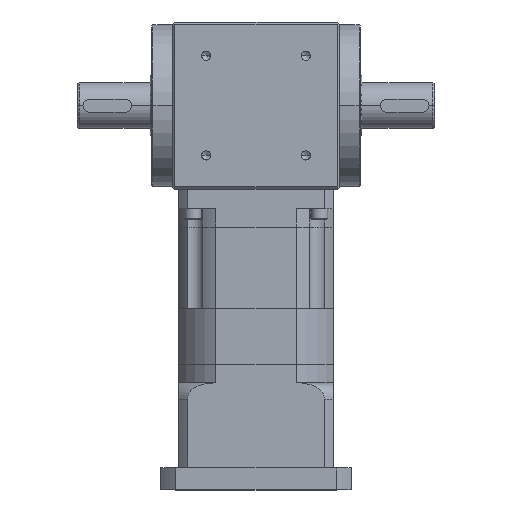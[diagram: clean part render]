
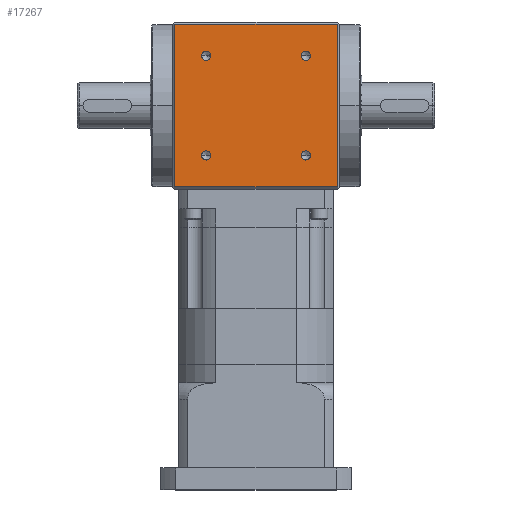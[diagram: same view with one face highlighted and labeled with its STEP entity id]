
A CAD part, top view. The second image highlights one B-rep face of the part: STEP entity #17267.
In plain terms, the highlighted planar face has unit normal (0, 0, 1).
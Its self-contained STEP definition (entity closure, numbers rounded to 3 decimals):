
#284 = EDGE_CURVE ( 'NONE', #14032, #25988, #28653, .T. ) ;
#416 = VERTEX_POINT ( 'NONE', #12672 ) ;
#432 = CIRCLE ( 'NONE', #15865, 4.25 ) ;
#1043 = CARTESIAN_POINT ( 'NONE',  ( -45.962, 240.288, 77. ) ) ;
#1204 = FACE_BOUND ( 'NONE', #16459, .T. ) ;
#1867 = DIRECTION ( 'NONE',  ( 0., -1., 0. ) ) ;
#1897 = DIRECTION ( 'NONE',  ( 0., 0., 1. ) ) ;
#1957 = CARTESIAN_POINT ( 'NONE',  ( -45.962, 327.962, 77. ) ) ;
#1961 = DIRECTION ( 'NONE',  ( -1., 0., 0. ) ) ;
#1964 = CARTESIAN_POINT ( 'NONE',  ( -95., 207., 77. ) ) ;
#2959 = CIRCLE ( 'NONE', #14007, 4.25 ) ;
#3336 = ORIENTED_EDGE ( 'NONE', *, *, #284, .F. ) ;
#3525 = AXIS2_PLACEMENT_3D ( 'NONE', #23478, #10222, #25664 ) ;
#3746 = DIRECTION ( 'NONE',  ( 0., 0., 1. ) ) ;
#5019 = CIRCLE ( 'NONE', #27140, 4.25 ) ;
#5638 = EDGE_CURVE ( 'NONE', #16061, #416, #27569, .T. ) ;
#6071 = EDGE_CURVE ( 'NONE', #18929, #20555, #26243, .T. ) ;
#6230 = AXIS2_PLACEMENT_3D ( 'NONE', #12233, #27611, #14502 ) ;
#6713 = EDGE_CURVE ( 'NONE', #21136, #26711, #8548, .T. ) ;
#7192 = FACE_BOUND ( 'NONE', #17485, .T. ) ;
#7252 = EDGE_CURVE ( 'NONE', #10845, #13129, #5019, .T. ) ;
#7518 = CARTESIAN_POINT ( 'NONE',  ( 45.962, 240.288, 77. ) ) ;
#8428 = VECTOR ( 'NONE', #24218, 1000. ) ;
#8503 = CARTESIAN_POINT ( 'NONE',  ( 45.962, 236.038, 77. ) ) ;
#8548 = CIRCLE ( 'NONE', #22424, 4.25 ) ;
#9241 = ORIENTED_EDGE ( 'NONE', *, *, #6713, .F. ) ;
#9387 = AXIS2_PLACEMENT_3D ( 'NONE', #1957, #1897, #1867 ) ;
#9534 = AXIS2_PLACEMENT_3D ( 'NONE', #17142, #3746, #19378 ) ;
#10121 = PLANE ( 'NONE',  #3525 ) ;
#10143 = EDGE_CURVE ( 'NONE', #22419, #14032, #10235, .T. ) ;
#10222 = DIRECTION ( 'NONE',  ( 0., 0., -1. ) ) ;
#10235 = LINE ( 'NONE', #18242, #27100 ) ;
#10242 = DIRECTION ( 'NONE',  ( 0., 0., 1. ) ) ;
#10441 = DIRECTION ( 'NONE',  ( 0., 1., 0. ) ) ;
#10775 = DIRECTION ( 'NONE',  ( 0., -1., 0. ) ) ;
#10776 = DIRECTION ( 'NONE',  ( 0., 0., 1. ) ) ;
#10845 = VERTEX_POINT ( 'NONE', #1043 ) ;
#11089 = EDGE_CURVE ( 'NONE', #11749, #22419, #25392, .T. ) ;
#11352 = EDGE_LOOP ( 'NONE', ( #21212, #26027, #25065, #3336 ) ) ;
#11749 = VERTEX_POINT ( 'NONE', #13749 ) ;
#11867 = VECTOR ( 'NONE', #10441, 1000. ) ;
#11915 = ORIENTED_EDGE ( 'NONE', *, *, #7252, .F. ) ;
#12009 = EDGE_CURVE ( 'NONE', #25988, #11749, #23642, .T. ) ;
#12198 = ORIENTED_EDGE ( 'NONE', *, *, #16069, .F. ) ;
#12233 = CARTESIAN_POINT ( 'NONE',  ( 45.962, 327.962, 77. ) ) ;
#12487 = EDGE_LOOP ( 'NONE', ( #13882, #17071 ) ) ;
#12672 = CARTESIAN_POINT ( 'NONE',  ( -45.962, 323.712, 77. ) ) ;
#12822 = DIRECTION ( 'NONE',  ( 0., 0., 1. ) ) ;
#12869 = EDGE_LOOP ( 'NONE', ( #25292, #9241 ) ) ;
#13092 = CARTESIAN_POINT ( 'NONE',  ( 45.962, 231.788, 77. ) ) ;
#13129 = VERTEX_POINT ( 'NONE', #16888 ) ;
#13146 = CARTESIAN_POINT ( 'NONE',  ( -45.962, 236.038, 77. ) ) ;
#13419 = AXIS2_PLACEMENT_3D ( 'NONE', #23509, #10242, #25683 ) ;
#13740 = CARTESIAN_POINT ( 'NONE',  ( -74.872, 207., 77. ) ) ;
#13749 = CARTESIAN_POINT ( 'NONE',  ( -74.872, 357., 77. ) ) ;
#13882 = ORIENTED_EDGE ( 'NONE', *, *, #17400, .F. ) ;
#14007 = AXIS2_PLACEMENT_3D ( 'NONE', #26036, #12822, #28182 ) ;
#14032 = VERTEX_POINT ( 'NONE', #20189 ) ;
#14502 = DIRECTION ( 'NONE',  ( 0., -1., 0. ) ) ;
#14885 = CIRCLE ( 'NONE', #9534, 4.25 ) ;
#15407 = DIRECTION ( 'NONE',  ( 0., -1., 0. ) ) ;
#15865 = AXIS2_PLACEMENT_3D ( 'NONE', #24027, #10776, #26188 ) ;
#16061 = VERTEX_POINT ( 'NONE', #19108 ) ;
#16069 = EDGE_CURVE ( 'NONE', #13129, #10845, #25864, .T. ) ;
#16241 = EDGE_CURVE ( 'NONE', #26711, #21136, #432, .T. ) ;
#16456 = CARTESIAN_POINT ( 'NONE',  ( 45.962, 332.212, 77. ) ) ;
#16459 = EDGE_LOOP ( 'NONE', ( #12198, #11915 ) ) ;
#16888 = CARTESIAN_POINT ( 'NONE',  ( -45.962, 231.788, 77. ) ) ;
#17071 = ORIENTED_EDGE ( 'NONE', *, *, #5638, .F. ) ;
#17142 = CARTESIAN_POINT ( 'NONE',  ( 45.962, 327.962, 77. ) ) ;
#17267 = ADVANCED_FACE ( 'NONE', ( #24199, #7192, #24867, #1204, #18366 ), #10121, .F. ) ;
#17347 = EDGE_CURVE ( 'NONE', #20555, #18929, #14885, .T. ) ;
#17400 = EDGE_CURVE ( 'NONE', #416, #16061, #2959, .T. ) ;
#17485 = EDGE_LOOP ( 'NONE', ( #20745, #27780 ) ) ;
#18142 = DIRECTION ( 'NONE',  ( 0., -1., 0. ) ) ;
#18242 = CARTESIAN_POINT ( 'NONE',  ( 74.872, 0., 77. ) ) ;
#18366 = FACE_OUTER_BOUND ( 'NONE', #11352, .T. ) ;
#18929 = VERTEX_POINT ( 'NONE', #16456 ) ;
#19108 = CARTESIAN_POINT ( 'NONE',  ( -45.962, 332.212, 77. ) ) ;
#19378 = DIRECTION ( 'NONE',  ( 0., -1., 0. ) ) ;
#20189 = CARTESIAN_POINT ( 'NONE',  ( 74.872, 207., 77. ) ) ;
#20555 = VERTEX_POINT ( 'NONE', #27424 ) ;
#20745 = ORIENTED_EDGE ( 'NONE', *, *, #17347, .F. ) ;
#21136 = VERTEX_POINT ( 'NONE', #7518 ) ;
#21212 = ORIENTED_EDGE ( 'NONE', *, *, #10143, .F. ) ;
#21755 = CARTESIAN_POINT ( 'NONE',  ( 74.872, 357., 77. ) ) ;
#22419 = VERTEX_POINT ( 'NONE', #21755 ) ;
#22424 = AXIS2_PLACEMENT_3D ( 'NONE', #8503, #24026, #10775 ) ;
#23478 = CARTESIAN_POINT ( 'NONE',  ( -95., 359., 77. ) ) ;
#23509 = CARTESIAN_POINT ( 'NONE',  ( -45.962, 236.038, 77. ) ) ;
#23642 = LINE ( 'NONE', #23698, #11867 ) ;
#23698 = CARTESIAN_POINT ( 'NONE',  ( -74.872, 0., 77. ) ) ;
#24026 = DIRECTION ( 'NONE',  ( 0., 0., 1. ) ) ;
#24027 = CARTESIAN_POINT ( 'NONE',  ( 45.962, 236.038, 77. ) ) ;
#24199 = FACE_BOUND ( 'NONE', #12487, .T. ) ;
#24218 = DIRECTION ( 'NONE',  ( 1., 0., 0. ) ) ;
#24867 = FACE_BOUND ( 'NONE', #12869, .T. ) ;
#25065 = ORIENTED_EDGE ( 'NONE', *, *, #12009, .F. ) ;
#25292 = ORIENTED_EDGE ( 'NONE', *, *, #16241, .F. ) ;
#25392 = LINE ( 'NONE', #28644, #8428 ) ;
#25664 = DIRECTION ( 'NONE',  ( 0., 1., 0. ) ) ;
#25683 = DIRECTION ( 'NONE',  ( 0., -1., 0. ) ) ;
#25864 = CIRCLE ( 'NONE', #13419, 4.25 ) ;
#25988 = VERTEX_POINT ( 'NONE', #13740 ) ;
#26027 = ORIENTED_EDGE ( 'NONE', *, *, #11089, .F. ) ;
#26036 = CARTESIAN_POINT ( 'NONE',  ( -45.962, 327.962, 77. ) ) ;
#26188 = DIRECTION ( 'NONE',  ( 0., -1., 0. ) ) ;
#26243 = CIRCLE ( 'NONE', #6230, 4.25 ) ;
#26711 = VERTEX_POINT ( 'NONE', #13092 ) ;
#27100 = VECTOR ( 'NONE', #18142, 1000. ) ;
#27140 = AXIS2_PLACEMENT_3D ( 'NONE', #13146, #28498, #15407 ) ;
#27283 = VECTOR ( 'NONE', #1961, 1000. ) ;
#27424 = CARTESIAN_POINT ( 'NONE',  ( 45.962, 323.712, 77. ) ) ;
#27569 = CIRCLE ( 'NONE', #9387, 4.25 ) ;
#27611 = DIRECTION ( 'NONE',  ( 0., 0., 1. ) ) ;
#27780 = ORIENTED_EDGE ( 'NONE', *, *, #6071, .F. ) ;
#28182 = DIRECTION ( 'NONE',  ( 0., -1., 0. ) ) ;
#28498 = DIRECTION ( 'NONE',  ( 0., 0., 1. ) ) ;
#28644 = CARTESIAN_POINT ( 'NONE',  ( -95., 357., 77. ) ) ;
#28653 = LINE ( 'NONE', #1964, #27283 ) ;
